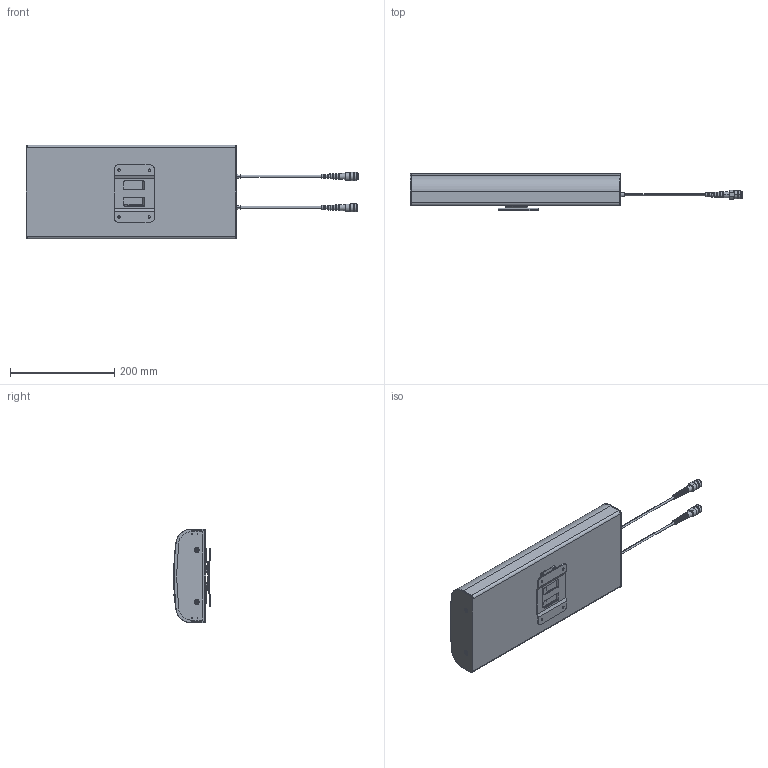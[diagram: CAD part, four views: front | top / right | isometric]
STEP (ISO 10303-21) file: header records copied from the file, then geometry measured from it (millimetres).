
FILE_DESCRIPTION (( 'STEP AP214' ), '1' );
FILE_NAME ('HG74207DPPR-NF_3D.STEP', '2021-04-12T17:07:55', ( '' ), ( '' ), 'SwSTEP 2.0', 'SolidWorks 2020', '' );
FILE_SCHEMA (( 'AUTOMOTIVE_DESIGN' ));
Length unit declared in the file: millimetre
Products named in the file (1): HG74207DPPR-NF_3D
Bounding box: 638 x 71.37 x 180.5 mm (x, y, z)
Surface area: 450636 mm2 (no closed solid volume)
Topology: 0 solids, 9 shells, 592 faces, 1448 edges, 938 vertices
Faces by surface type: plane 276, cylinder 156, cone 138, bspline 22
Entity records: 20203 total; most frequent: CARTESIAN_POINT 6125, DIRECTION 2895, ORIENTED_EDGE 2888, EDGE_CURVE 1446, AXIS2_PLACEMENT_3D 1050, VERTEX_POINT 938, LINE 795, VECTOR 795
